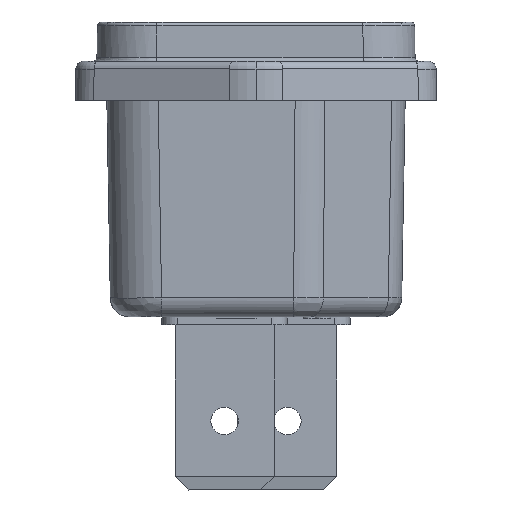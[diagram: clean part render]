
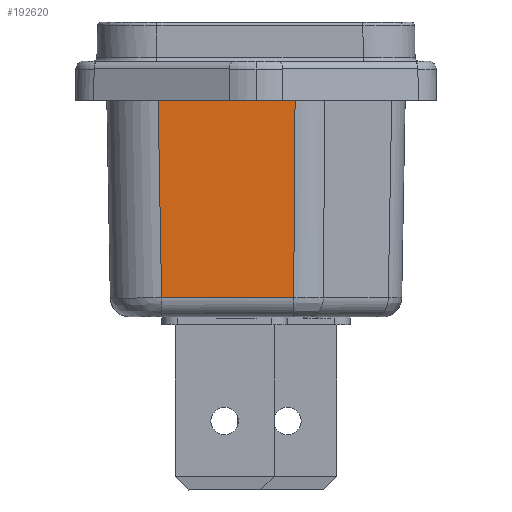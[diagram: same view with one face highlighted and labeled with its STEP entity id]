
A CAD part, left-side view. The second image highlights one B-rep face of the part: STEP entity #192620.
In plain terms, the highlighted face is planar.
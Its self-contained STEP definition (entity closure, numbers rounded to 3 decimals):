
#192230=CARTESIAN_POINT('',(0.111,14.209,0.));
#192240=DIRECTION('',(-1.,-0.017,-0.));
#192250=DIRECTION('',(-0.017,1.,0.));
#192260=AXIS2_PLACEMENT_3D('',#192230,#192240,#192250);
#192270=PLANE('',#192260);
#192280=CARTESIAN_POINT('',(-0.112,26.978,
-8.826));
#192290=DIRECTION('',(0.,0.,1.));
#192300=VECTOR('',#192290,1.);
#192310=LINE('',#192280,#192300);
#192320=CARTESIAN_POINT('',(-0.112,26.978,
-6.237));
#192330=VERTEX_POINT('',#192320);
#192340=CARTESIAN_POINT('',(-0.112,26.978,2.489)
);
#192350=VERTEX_POINT('',#192340);
#192360=EDGE_CURVE('',#192330,#192350,#192310,.T.);
#192370=ORIENTED_EDGE('',*,*,#192360,.F.);
#192380=CARTESIAN_POINT('',(0.316,2.452,
2.319));
#192390=DIRECTION('',(-0.017,1.,
0.007));
#192400=VECTOR('',#192390,1.);
#192410=LINE('',#192380,#192400);
#192420=CARTESIAN_POINT('',(0.107,14.407,
2.402));
#192430=VERTEX_POINT('',#192420);
#192440=EDGE_CURVE('',#192430,#192350,#192410,.T.);
#192450=ORIENTED_EDGE('',*,*,#192440,.T.);
#192460=CARTESIAN_POINT('',(0.107,14.407,0.));
#192470=DIRECTION('',(0.,0.,1.));
#192480=VECTOR('',#192470,1.);
#192490=LINE('',#192460,#192480);
#192500=CARTESIAN_POINT('',(0.107,14.407,
-6.018));
#192510=VERTEX_POINT('',#192500);
#192520=EDGE_CURVE('',#192510,#192430,#192490,.T.);
#192530=ORIENTED_EDGE('',*,*,#192520,.T.);
#192540=CARTESIAN_POINT('',(0.316,2.443,
-5.809));
#192550=DIRECTION('',(0.017,-1.,
0.017));
#192560=VECTOR('',#192550,1.);
#192570=LINE('',#192540,#192560);
#192580=EDGE_CURVE('',#192330,#192510,#192570,.T.);
#192590=ORIENTED_EDGE('',*,*,#192580,.T.);
#192600=EDGE_LOOP('',(#192590,#192530,#192450,#192370));
#192610=FACE_OUTER_BOUND('',#192600,.T.);
#192620=ADVANCED_FACE('',(#192610),#192270,.T.);
